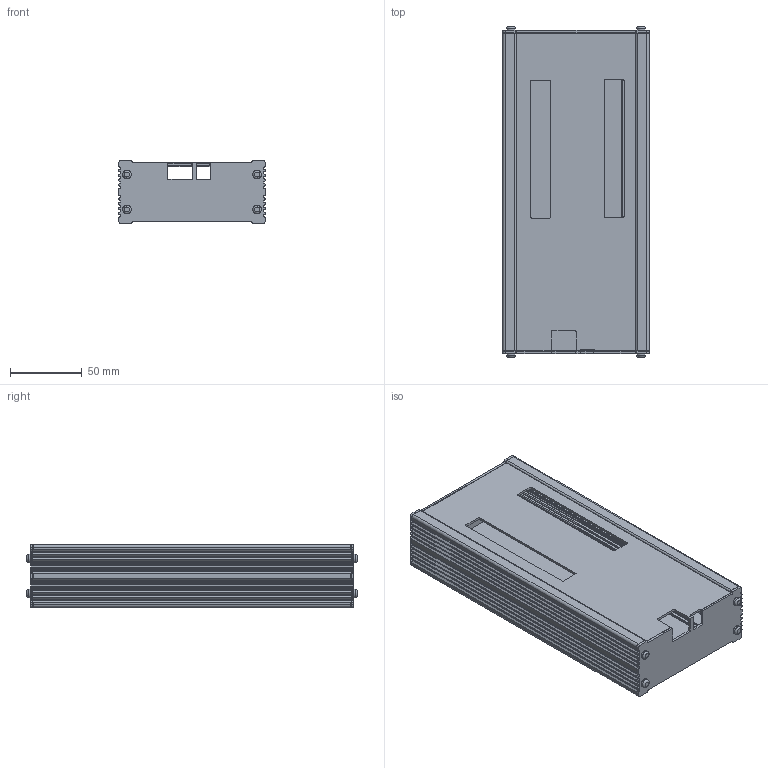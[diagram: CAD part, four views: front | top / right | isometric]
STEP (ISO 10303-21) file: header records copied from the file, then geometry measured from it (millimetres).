
FILE_DESCRIPTION(('Open CASCADE Model'),'2;1');
FILE_NAME('Open CASCADE Shape Model','2025-09-09T22:03:46',('Author'),( 'Open CASCADE'),'Open CASCADE STEP processor 7.4','Open CASCADE 7.4' ,'Unknown');
FILE_SCHEMA(('AUTOMOTIVE_DESIGN { 1 0 10303 214 1 1 1 1 }'));
Length unit declared in the file: inch
Products named in the file (15): 1U_Extruded_Aluminum_Type_C_Template; Bottom_Plate; Front_Plate; 6-32_3/8in_stainless_phillips_panhead_self_tapping_screw; 1U_Extruded_Side; Top_Plate; Rear_Plate
Assembly tree (14 placements, depth 2):
  1U_Extruded_Aluminum_Type_C_Template
    Bottom_Plate
    Front_Plate
    6-32_3/8in_stainless_phillips_panhead_self_tapping_screw
    6-32_3/8in_stainless_phillips_panhead_self_tapping_screw
    6-32_3/8in_stainless_phillips_panhead_self_tapping_screw
    6-32_3/8in_stainless_phillips_panhead_self_tapping_screw
    1U_Extruded_Side
    1U_Extruded_Side
    Top_Plate
    Rear_Plate
    6-32_3/8in_stainless_phillips_panhead_self_tapping_screw
    6-32_3/8in_stainless_phillips_panhead_self_tapping_screw
    6-32_3/8in_stainless_phillips_panhead_self_tapping_screw
    6-32_3/8in_stainless_phillips_panhead_self_tapping_screw
Bounding box: 102 x 229.99 x 43.69 mm (x, y, z)
Volume: 184316.7 mm3; surface area: 205901.8 mm2
Topology: 14 solids, 14 shells, 838 faces, 2398 edges, 1596 vertices
Faces by surface type: plane 574, cylinder 248, torus 8, extrusion 8
Full cylindrical faces by diameter (mm): 4.191 x8, 6.045 x8
Entity records: 59779 total; most frequent: CARTESIAN_POINT 10619, DIRECTION 9356, VECTOR 6162, LINE 6154, ORIENTED_EDGE 4796, PCURVE 4796, DEFINITIONAL_REPRESENTATION 4796, EDGE_CURVE 2398
